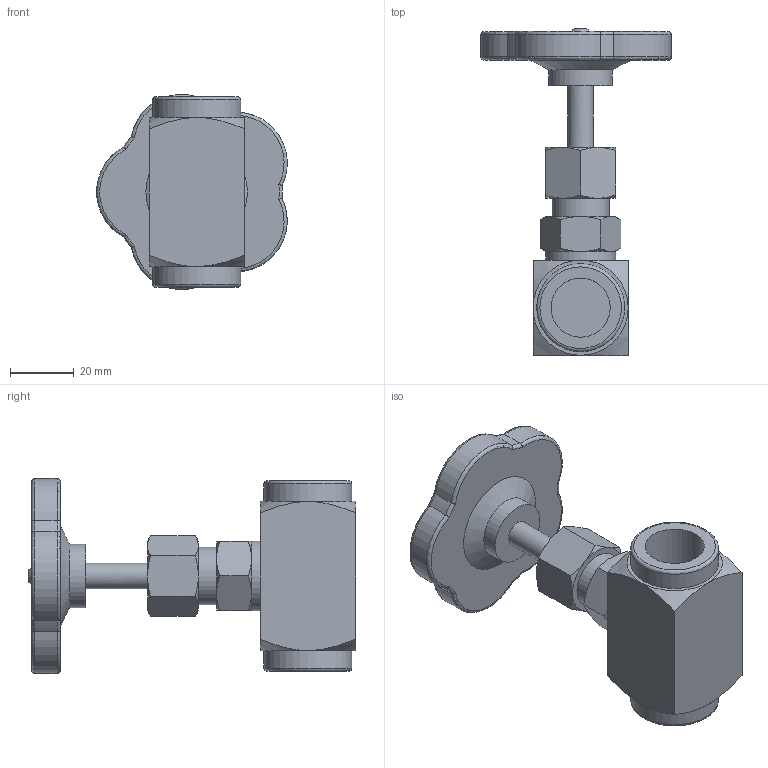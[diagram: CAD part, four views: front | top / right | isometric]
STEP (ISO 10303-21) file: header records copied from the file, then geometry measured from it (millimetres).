
FILE_DESCRIPTION(/* description */ (''),/* implementation_level */ '2;1');
FILE_NAME(/* name */ 'AC-3010-015-1-2K.stp',/* time_stamp */ '2021-07-01T11:46:49+02:00',/* author */ ('yadamsuren'),/* organization */ (''),/* preprocessor_version */ 'ST-DEVELOPER v17.2',/* originating_system */ 'Autodesk Inventor 2019',/* authorisation */ '');
FILE_SCHEMA (('AUTOMOTIVE_DESIGN { 1 0 10303 214 3 1 1 }'));
Length unit declared in the file: millimetre
Products named in the file (5): AC301023; AC301023-GEH; DIN 125-1  A A 6.4; DIN EN 24 032  (Regelgewinde) M6; AD-HANDRAD26
Assembly tree (4 placements, depth 2):
  AC301023
    AC301023-GEH
    DIN 125-1  A A 6.4
    DIN EN 24 032  (Regelgewinde) M6
    AD-HANDRAD26
Bounding box: 59.97 x 103 x 61.42 mm (x, y, z)
Volume: 74628 mm3; surface area: 22522.2 mm2
Topology: 4 solids, 4 shells, 139 faces, 318 edges, 197 vertices
Faces by surface type: plane 56, cone 39, torus 22, cylinder 22
Full cylindrical faces by diameter (mm): 4.917 x1, 6 x1, 6.4 x1, 8 x1, 12 x1, 18 x1, 18.631 x2, 20 x1, 22 x1, 27.7 x2
Entity records: 4284 total; most frequent: CARTESIAN_POINT 1075, DIRECTION 657, ORIENTED_EDGE 636, EDGE_CURVE 318, AXIS2_PLACEMENT_3D 287, VERTEX_POINT 197, EDGE_LOOP 155, FACE_OUTER_BOUND 139
